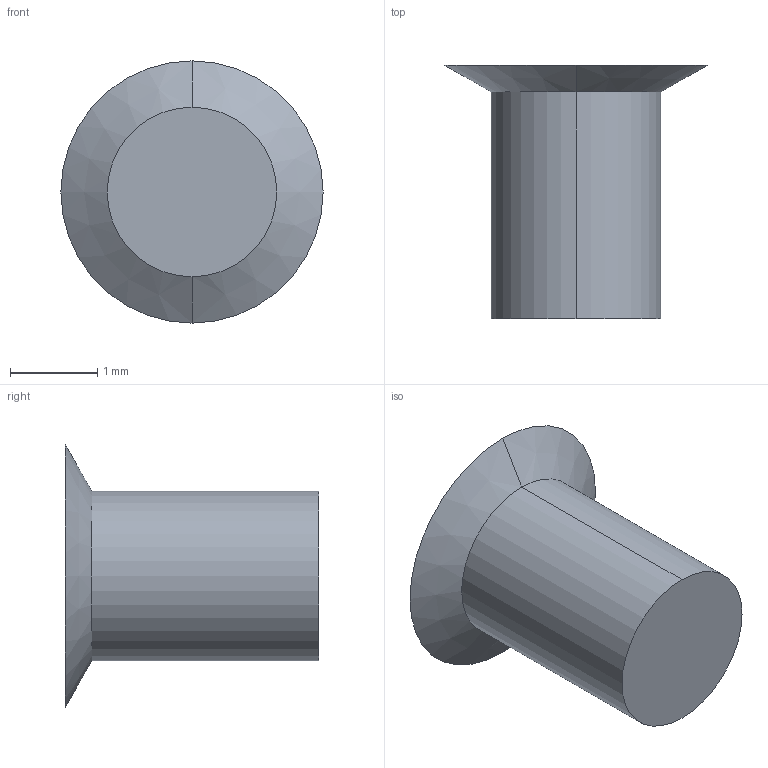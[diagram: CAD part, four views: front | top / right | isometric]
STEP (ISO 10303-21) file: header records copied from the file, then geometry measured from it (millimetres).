
FILE_DESCRIPTION (( 'STEP AP214' ), '1' );
FILE_NAME ('M2_screw.STEP', '2014-06-16T13:25:25', ( '' ), ( '' ), 'SwSTEP 2.0', 'SolidWorks 2014', '' );
FILE_SCHEMA (( 'AUTOMOTIVE_DESIGN' ));
Length unit declared in the file: millimetre
Products named in the file (1): M2_screw
Bounding box: 3 x 2.9 x 3 mm (x, y, z)
Volume: 8.9 mm3; surface area: 31.5 mm2
Topology: 1 solids, 1 shells, 20 faces, 49 edges, 32 vertices
Faces by surface type: plane 11, cylinder 7, cone 2
Entity records: 627 total; most frequent: DIRECTION 107, CARTESIAN_POINT 102, ORIENTED_EDGE 98, EDGE_CURVE 49, AXIS2_PLACEMENT_3D 37, VECTOR 33, LINE 33, VERTEX_POINT 32
